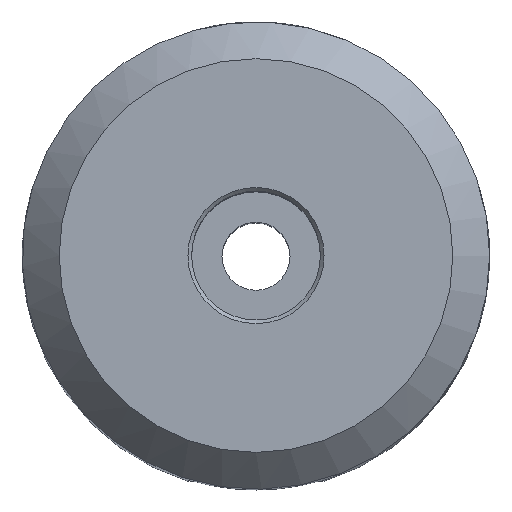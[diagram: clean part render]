
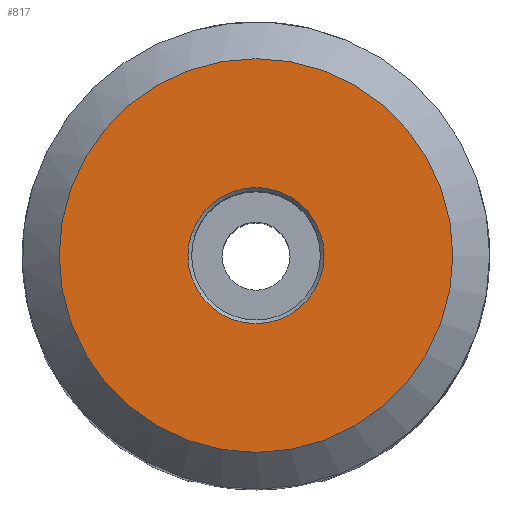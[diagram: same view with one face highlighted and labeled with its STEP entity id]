
A CAD part, top view. The second image highlights one B-rep face of the part: STEP entity #817.
In plain terms, the highlighted planar face has unit normal (0, 0, 1).
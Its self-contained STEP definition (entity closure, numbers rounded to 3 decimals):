
#31 = DIRECTION ( 'NONE',  ( 0., 0., 1. ) ) ;
#71 = EDGE_CURVE ( 'NONE', #1031, #1031, #701, .T. ) ;
#129 = DIRECTION ( 'NONE',  ( 1., 0., 0. ) ) ;
#184 = AXIS2_PLACEMENT_3D ( 'NONE', #995, #909, #129 ) ;
#194 = CARTESIAN_POINT ( 'NONE',  ( 0., 0., 65. ) ) ;
#255 = VERTEX_POINT ( 'NONE', #1026 ) ;
#286 = DIRECTION ( 'NONE',  ( 0., 0., -1. ) ) ;
#365 = ORIENTED_EDGE ( 'NONE', *, *, #71, .T. ) ;
#411 = AXIS2_PLACEMENT_3D ( 'NONE', #194, #31, #539 ) ;
#539 = DIRECTION ( 'NONE',  ( 1., 0., 0. ) ) ;
#551 = CARTESIAN_POINT ( 'NONE',  ( 0., 0., 65. ) ) ;
#624 = CIRCLE ( 'NONE', #935, 3.7 ) ;
#694 = ORIENTED_EDGE ( 'NONE', *, *, #802, .T. ) ;
#701 = CIRCLE ( 'NONE', #184, 10.7 ) ;
#728 = FACE_BOUND ( 'NONE', #876, .T. ) ;
#802 = EDGE_CURVE ( 'NONE', #255, #255, #624, .T. ) ;
#809 = PLANE ( 'NONE',  #411 ) ;
#817 = ADVANCED_FACE ( 'NONE', ( #728, #1068 ), #809, .T. ) ;
#864 = CARTESIAN_POINT ( 'NONE',  ( 10.7, 0., 65. ) ) ;
#876 = EDGE_LOOP ( 'NONE', ( #694 ) ) ;
#901 = DIRECTION ( 'NONE',  ( 1., 0., 0. ) ) ;
#909 = DIRECTION ( 'NONE',  ( 0., 0., 1. ) ) ;
#935 = AXIS2_PLACEMENT_3D ( 'NONE', #551, #286, #901 ) ;
#995 = CARTESIAN_POINT ( 'NONE',  ( 0., 0., 65. ) ) ;
#1025 = EDGE_LOOP ( 'NONE', ( #365 ) ) ;
#1026 = CARTESIAN_POINT ( 'NONE',  ( 3.7, 0., 65. ) ) ;
#1031 = VERTEX_POINT ( 'NONE', #864 ) ;
#1068 = FACE_OUTER_BOUND ( 'NONE', #1025, .T. ) ;
